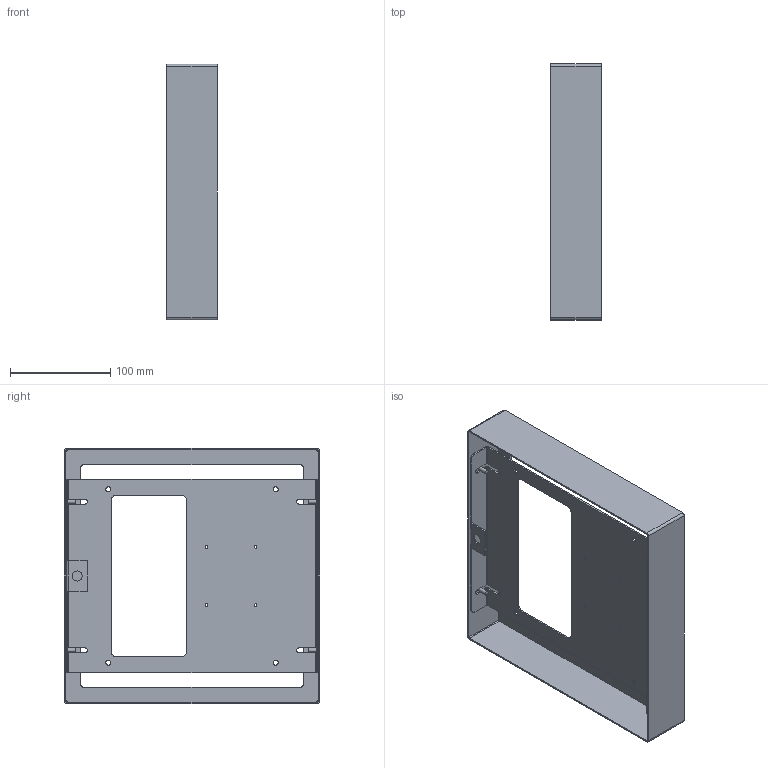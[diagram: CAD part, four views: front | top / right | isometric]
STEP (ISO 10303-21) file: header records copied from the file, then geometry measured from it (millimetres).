
FILE_DESCRIPTION(/* description */ (''),/* implementation_level */ '2;1');
FILE_NAME(/* name */ 'Gehäuse komplett.stp',/* time_stamp */ '2015-04-15T19:01:24+02:00',/* author */ ('ElMatinho'),/* organization */ (''),/* preprocessor_version */ 'ST-DEVELOPER v15.6',/* originating_system */ 'Autodesk Inventor 2015',/* authorisation */ '');
FILE_SCHEMA (('AUTOMOTIVE_DESIGN { 1 0 10303 214 3 1 1 }'));
Length unit declared in the file: millimetre
Products named in the file (4): Aussengehäuse; Frontplatte; Innengehäuse gebogen; Gehäuse komplett
Assembly tree (3 placements, depth 2):
  Gehäuse komplett
    Aussengehäuse
    Frontplatte
    Innengehäuse gebogen
Bounding box: 50 x 255 x 255 mm (x, y, z)
Volume: 185856.8 mm3; surface area: 230742.6 mm2
Topology: 3 solids, 3 shells, 111 faces, 336 edges, 227 vertices
Faces by surface type: cylinder 59, plane 52
Full cylindrical faces by diameter (mm): 2.5 x4, 4 x4, 5 x4, 10 x1
Entity records: 3844 total; most frequent: DIRECTION 666, CARTESIAN_POINT 660, ORIENTED_EDGE 628, EDGE_CURVE 314, AXIS2_PLACEMENT_3D 236, VERTEX_POINT 218, LINE 194, VECTOR 194
